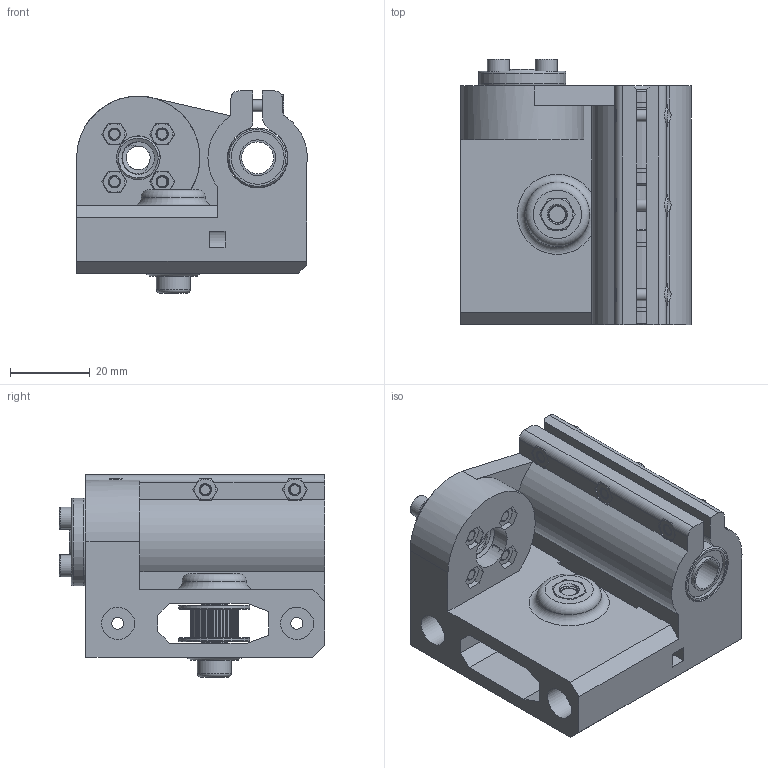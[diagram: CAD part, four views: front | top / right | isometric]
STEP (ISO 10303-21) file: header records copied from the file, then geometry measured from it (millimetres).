
FILE_DESCRIPTION(/* description */ (''),/* implementation_level */ '2;1');
FILE_NAME(/* name */ 'x_idler_assembly_v2.stp',/* time_stamp */ '2020-10-20T10:03:19+03:00',/* author */ ('alex_'),/* organization */ (''),/* preprocessor_version */ 'ST-DEVELOPER v17.2',/* originating_system */ 'Autodesk Inventor 2019',/* authorisation */ '');
FILE_SCHEMA (('CONFIG_CONTROL_DESIGN'));
Length unit declared in the file: millimetre
Products named in the file (10): x_idler_assembly; x_end_idler; trapezoidal_nut; LM8UU; gt2_pulley; MC6S_M3x16; MC6S_ISO 4762 M3 x 10 - 10N; M5 Nut v3; M3 Nut v2; hex_socket_cylindrical_head_M5x20
Assembly tree (21 placements, depth 2):
  x_idler_assembly
    x_end_idler
    trapezoidal_nut
    LM8UU  x2
    gt2_pulley
    MC6S_M3x16  x4
    MC6S_ISO 4762 M3 x 10 - 10N  x3
    M5 Nut v3
    M3 Nut v2  x7
    hex_socket_cylindrical_head_M5x20
Bounding box: 58 x 66.7 x 50.81 mm (x, y, z)
Volume: 79822.2 mm3; surface area: 39473.9 mm2
Topology: 21 solids, 21 shells, 864 faces, 2570 edges, 1793 vertices
Faces by surface type: plane 389, cylinder 353, cone 73, torus 31, bspline 18
Full cylindrical faces by diameter (mm): 2.529 x21, 3 x18, 3.086 x28, 3.5 x8, 4.234 x3, 5 x1, 5.5 x9, 6 x8, 6.2 x2, 6.4 x2, 8 x8, 8.5 x1, 9 x4, 9.5 x2, 9.55 x2, 10 x1, 11 x1, 12.8 x4, 13.3 x4, 15 x6, 17.85 x2, 22 x1
Entity records: 32470 total; most frequent: CARTESIAN_POINT 17284, ORIENTED_EDGE 3134, DIRECTION 3110, EDGE_CURVE 1567, AXIS2_PLACEMENT_3D 1166, VERTEX_POINT 1080, LINE 778, VECTOR 778
